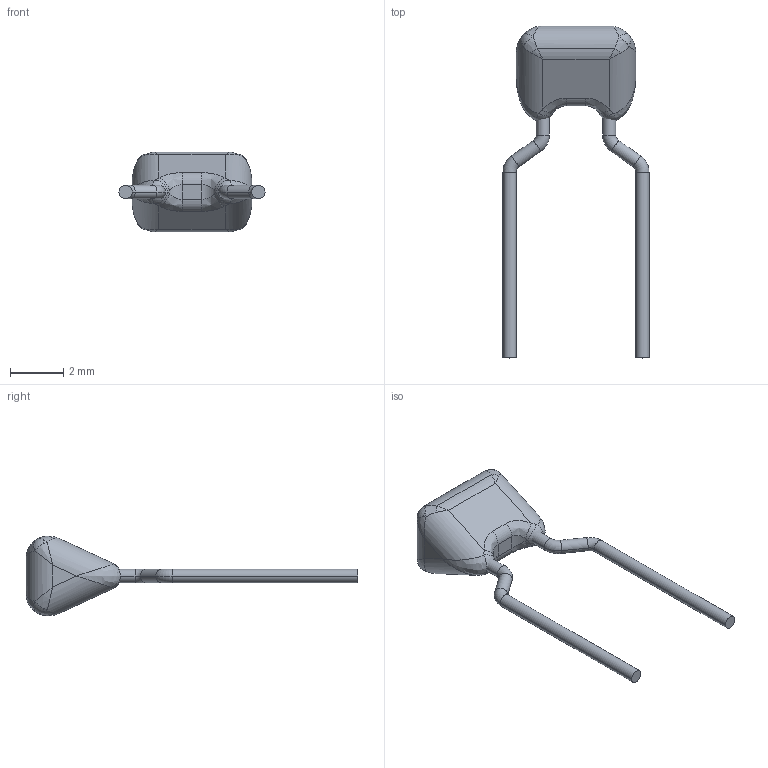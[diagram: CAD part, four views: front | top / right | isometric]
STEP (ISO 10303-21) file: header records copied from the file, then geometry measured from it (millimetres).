
FILE_DESCRIPTION (( 'STEP AP214' ), '1' );
FILE_NAME ('FG24X7R1A106KRT00.STEP', '2018-08-17T12:48:33', ( '' ), ( '' ), 'SwSTEP 2.0', 'SolidWorks 2017', '' );
FILE_SCHEMA (( 'AUTOMOTIVE_DESIGN' ));
Length unit declared in the file: millimetre
Products named in the file (1): FG24X7R1A106KRT00
Bounding box: 5.5 x 12.5 x 3 mm (x, y, z)
Volume: 32.9 mm3; surface area: 84.7 mm2
Topology: 3 solids, 3 shells, 81 faces, 178 edges, 89 vertices
Faces by surface type: cylinder 26, bspline 26, sphere 11, plane 10, torus 8
Entity records: 2528 total; most frequent: CARTESIAN_POINT 973, ORIENTED_EDGE 328, DIRECTION 300, EDGE_CURVE 164, AXIS2_PLACEMENT_3D 132, VERTEX_POINT 89, ADVANCED_FACE 81, FACE_OUTER_BOUND 81
